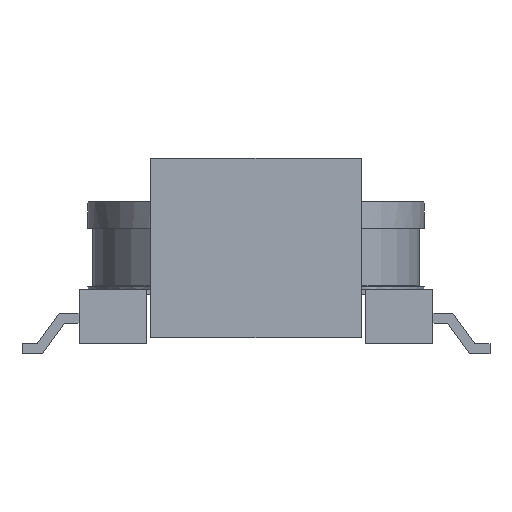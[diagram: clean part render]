
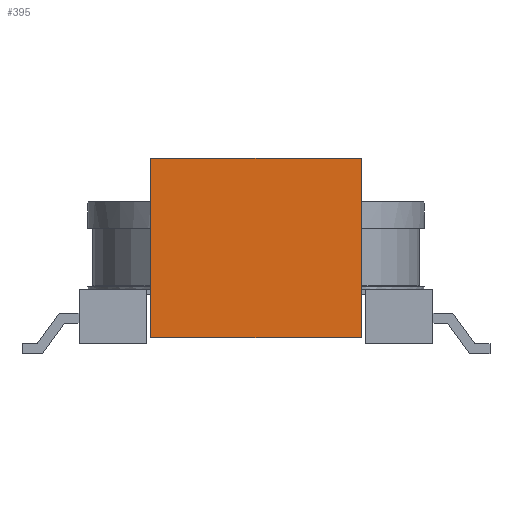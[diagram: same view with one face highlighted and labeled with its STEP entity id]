
A CAD part, front view. The second image highlights one B-rep face of the part: STEP entity #395.
In plain terms, the highlighted planar face has unit normal (0, -1, 0).
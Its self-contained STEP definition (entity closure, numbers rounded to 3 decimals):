
#362 = VERTEX_POINT('',#363);
#363 = CARTESIAN_POINT('',(3.6,-7.65,0.6));
#369 = EDGE_CURVE('',#362,#370,#372,.T.);
#370 = VERTEX_POINT('',#371);
#371 = CARTESIAN_POINT('',(-3.6,-7.65,0.6));
#372 = LINE('',#373,#374);
#373 = CARTESIAN_POINT('',(0.,-7.65,0.6));
#374 = VECTOR('',#375,1.);
#375 = DIRECTION('',(-1.,0.,0.));
#395 = ADVANCED_FACE('',(#396),#421,.F.);
#396 = FACE_BOUND('',#397,.T.);
#397 = EDGE_LOOP('',(#398,#408,#414,#415));
#398 = ORIENTED_EDGE('',*,*,#399,.F.);
#399 = EDGE_CURVE('',#400,#402,#404,.T.);
#400 = VERTEX_POINT('',#401);
#401 = CARTESIAN_POINT('',(-3.6,-7.65,6.75));
#402 = VERTEX_POINT('',#403);
#403 = CARTESIAN_POINT('',(3.6,-7.65,6.75));
#404 = LINE('',#405,#406);
#405 = CARTESIAN_POINT('',(0.,-7.65,6.75));
#406 = VECTOR('',#407,1.);
#407 = DIRECTION('',(1.,0.,0.));
#408 = ORIENTED_EDGE('',*,*,#409,.F.);
#409 = EDGE_CURVE('',#370,#400,#410,.T.);
#410 = LINE('',#411,#412);
#411 = CARTESIAN_POINT('',(-3.6,-7.65,0.6));
#412 = VECTOR('',#413,1.);
#413 = DIRECTION('',(0.,0.,1.));
#414 = ORIENTED_EDGE('',*,*,#369,.F.);
#415 = ORIENTED_EDGE('',*,*,#416,.F.);
#416 = EDGE_CURVE('',#402,#362,#417,.T.);
#417 = LINE('',#418,#419);
#418 = CARTESIAN_POINT('',(3.6,-7.65,0.6));
#419 = VECTOR('',#420,1.);
#420 = DIRECTION('',(0.,0.,-1.));
#421 = PLANE('',#422);
#422 = AXIS2_PLACEMENT_3D('',#423,#424,#425);
#423 = CARTESIAN_POINT('',(3.6,-7.65,0.6));
#424 = DIRECTION('',(0.,1.,0.));
#425 = DIRECTION('',(-1.,0.,0.));
